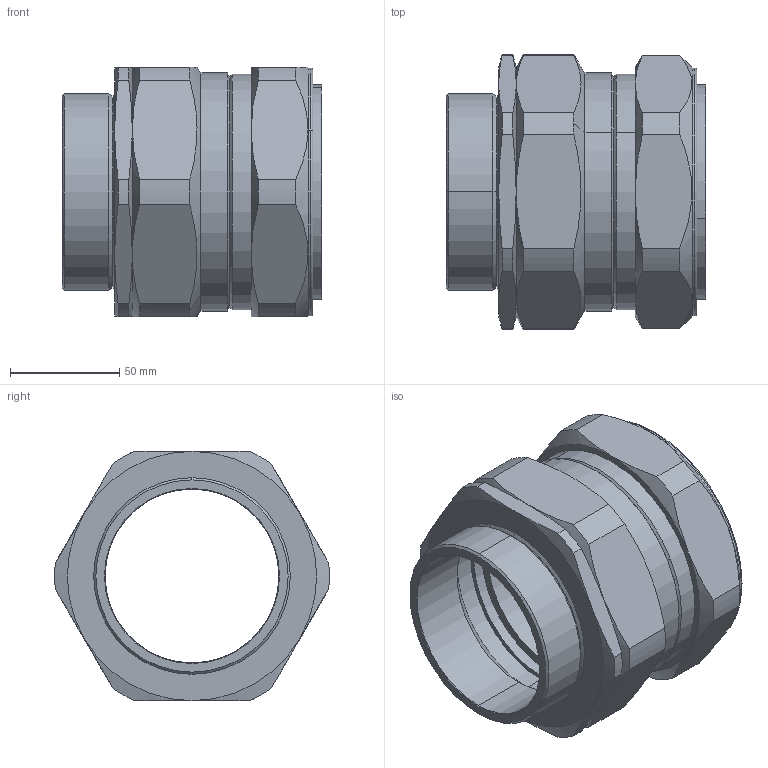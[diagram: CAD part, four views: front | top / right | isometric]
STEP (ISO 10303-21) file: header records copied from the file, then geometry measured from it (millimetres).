
FILE_DESCRIPTION (( 'STEP AP203' ), '1' );
FILE_NAME ('CX 90.step', '2015-12-01T15:41:02', ( 'bel_it' ), ( '' ), 'SwSTEP 2.0', 'SolidWorks 2014', '' );
FILE_SCHEMA (( 'CONFIG_CONTROL_DESIGN' ));
Length unit declared in the file: millimetre
Products named in the file (1): CX 90
Bounding box: 118.75 x 125.67 x 114.3 mm (x, y, z)
Surface area: 100278.3 mm2 (no closed solid volume)
Topology: 0 solids, 8 shells, 130 faces, 318 edges, 200 vertices
Faces by surface type: cone 48, cylinder 44, plane 30, torus 8
Entity records: 4260 total; most frequent: CARTESIAN_POINT 1095, DIRECTION 694, ORIENTED_EDGE 604, EDGE_CURVE 318, AXIS2_PLACEMENT_3D 295, VERTEX_POINT 200, CIRCLE 164, EDGE_LOOP 142
